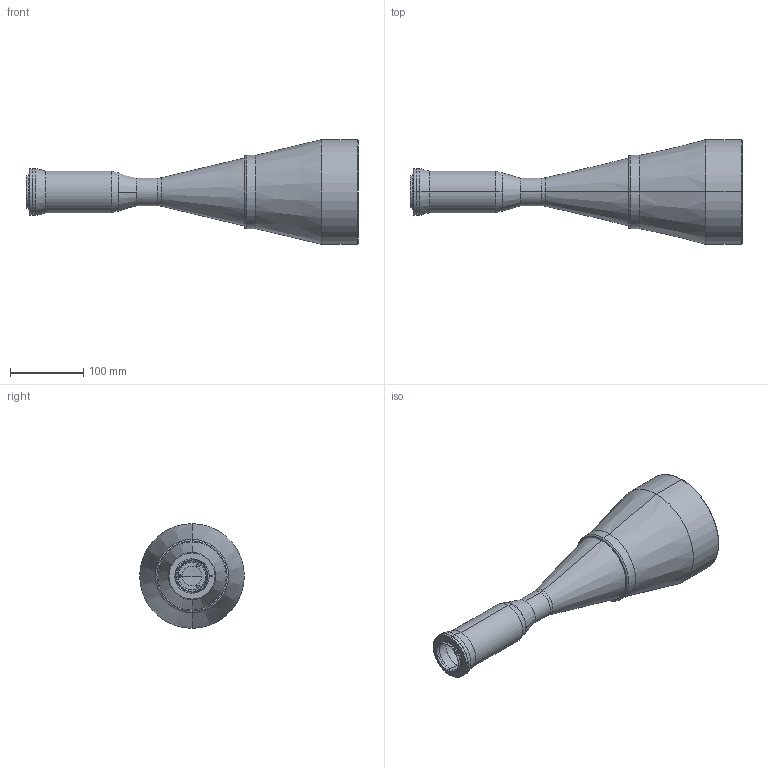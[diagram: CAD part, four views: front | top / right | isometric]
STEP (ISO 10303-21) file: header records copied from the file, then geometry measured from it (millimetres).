
FILE_DESCRIPTION (( 'STEP AP214' ), '1' );
FILE_NAME ('TC16M096.STEP', '2011-10-21T09:41:05', ( '--' ), ( '' ), 'SwSTEP 2.0', 'SolidWorks 2011', '' );
FILE_SCHEMA (( 'AUTOMOTIVE_DESIGN' ));
Length unit declared in the file: millimetre
Products named in the file (1): TC16M096
Bounding box: 453.48 x 143 x 143 mm (x, y, z)
Surface area: 170739.9 mm2 (no closed solid volume)
Topology: 0 solids, 10 shells, 91 faces, 257 edges, 177 vertices
Faces by surface type: cylinder 41, cone 21, plane 21, torus 6, sphere 2
Entity records: 4027 total; most frequent: DIRECTION 586, CARTESIAN_POINT 556, ORIENTED_EDGE 420, EDGE_CURVE 257, AXIS2_PLACEMENT_3D 247, VERTEX_POINT 177, CIRCLE 155, EDGE_LOOP 108
